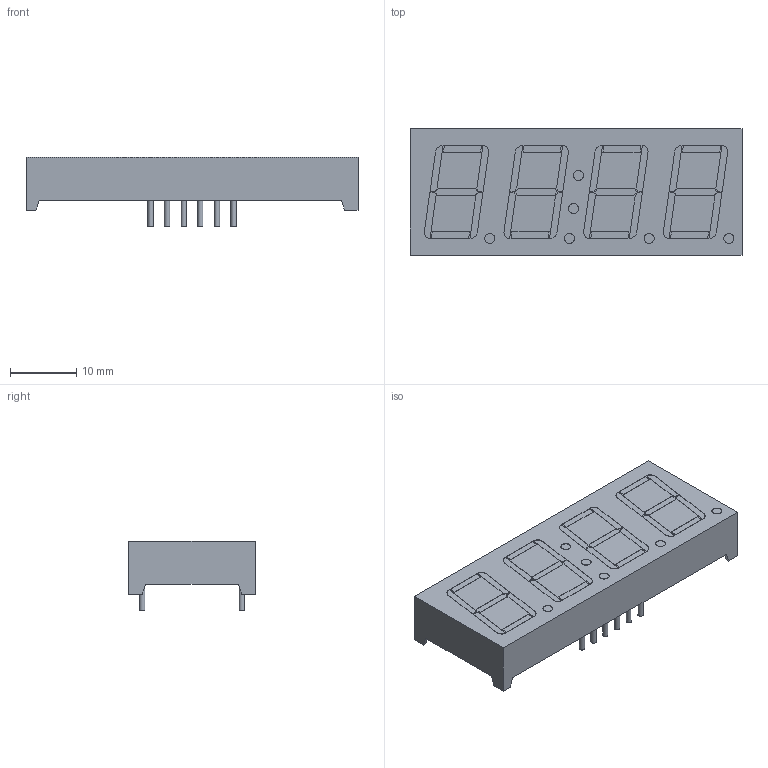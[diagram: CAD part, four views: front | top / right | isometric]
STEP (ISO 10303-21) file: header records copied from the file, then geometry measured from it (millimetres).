
FILE_DESCRIPTION(('STEP AP214'), '1');
FILE_NAME('Cc56-12', '', ('UNSPECIFIED'), ('UNSPECIFIED'), 'ASCON STEP Converter 1.3', 'ASCON Math Kernel', '');
FILE_SCHEMA(('AUTOMOTIVE_DESIGN { 1 0 10303 214 3 1 1}'));
Length unit declared in the file: millimetre
Bounding box: 50 x 19 x 10.5 mm (x, y, z)
Volume: 6201.1 mm3; surface area: 2988.6 mm2
Topology: 1 solids, 1 shells, 226 faces, 534 edges, 356 vertices
Faces by surface type: plane 192, cylinder 34
Full cylindrical faces by diameter (mm): 0.8 x12, 1.5 x6
Entity records: 8188 total; most frequent: CARTESIAN_POINT 1099, DIRECTION 1038, ORIENTED_EDGE 1032, EDGE_CURVE 516, LINE 448, VECTOR 448, VERTEX_POINT 356, AXIS2_PLACEMENT_3D 295
